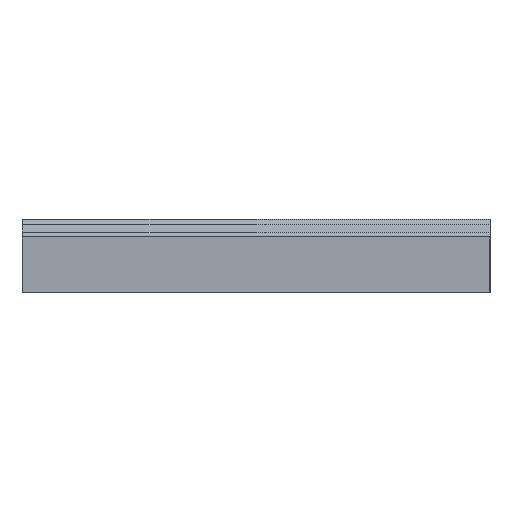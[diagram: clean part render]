
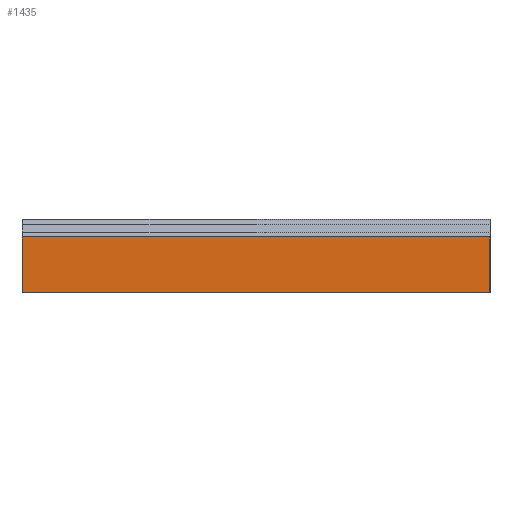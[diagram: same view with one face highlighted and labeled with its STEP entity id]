
A CAD part, left-side view. The second image highlights one B-rep face of the part: STEP entity #1435.
In plain terms, the highlighted planar face has unit normal (-1, 0, 0).
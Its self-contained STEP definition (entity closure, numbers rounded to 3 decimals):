
#61=CARTESIAN_POINT('Vertex',(0.,0.,0.)) ;
#66=CARTESIAN_POINT('Line Origine',(0.,16.,0.)) ;
#70=CARTESIAN_POINT('Vertex',(0.,32.,0.)) ;
#1405=CARTESIAN_POINT('Axis2P3D Location',(0.,0.,0.)) ;
#1410=CARTESIAN_POINT('Line Origine',(0.,16.,3.8)) ;
#1414=CARTESIAN_POINT('Vertex',(0.,0.,3.8)) ;
#1416=CARTESIAN_POINT('Vertex',(0.,32.,3.8)) ;
#1419=CARTESIAN_POINT('Line Origine',(0.,32.,1.9)) ;
#1424=CARTESIAN_POINT('Line Origine',(0.,0.,1.9)) ;
#67=DIRECTION('Vector Direction',(0.,1.,0.)) ;
#1406=DIRECTION('Axis2P3D Direction',(1.,0.,0.)) ;
#1407=DIRECTION('Axis2P3D XDirection',(0.,1.,0.)) ;
#1411=DIRECTION('Vector Direction',(0.,1.,0.)) ;
#1420=DIRECTION('Vector Direction',(0.,0.,1.)) ;
#1425=DIRECTION('Vector Direction',(0.,0.,-1.)) ;
#1408=AXIS2_PLACEMENT_3D('Plane Axis2P3D',#1405,#1406,#1407) ;
#1430=ORIENTED_EDGE('',*,*,#1418,.T.) ;
#1431=ORIENTED_EDGE('',*,*,#1423,.F.) ;
#1432=ORIENTED_EDGE('',*,*,#72,.F.) ;
#1433=ORIENTED_EDGE('',*,*,#1428,.F.) ;
#68=VECTOR('Line Direction',#67,1.) ;
#1412=VECTOR('Line Direction',#1411,1.) ;
#1421=VECTOR('Line Direction',#1420,1.) ;
#1426=VECTOR('Line Direction',#1425,1.) ;
#1435=ADVANCED_FACE('Corps de pi\X2\00E8\X0\ce.2',(#1434),#1409,.F.) ;
#72=EDGE_CURVE('',#62,#71,#69,.T.) ;
#1418=EDGE_CURVE('',#1415,#1417,#1413,.T.) ;
#1423=EDGE_CURVE('',#71,#1417,#1422,.T.) ;
#1428=EDGE_CURVE('',#1415,#62,#1427,.T.) ;
#1429=EDGE_LOOP('',(#1430,#1431,#1432,#1433)) ;
#1434=FACE_OUTER_BOUND('',#1429,.T.) ;
#69=LINE('Line',#66,#68) ;
#1413=LINE('Line',#1410,#1412) ;
#1422=LINE('Line',#1419,#1421) ;
#1427=LINE('Line',#1424,#1426) ;
#1409=PLANE('Plane',#1408) ;
#62=VERTEX_POINT('',#61) ;
#71=VERTEX_POINT('',#70) ;
#1415=VERTEX_POINT('',#1414) ;
#1417=VERTEX_POINT('',#1416) ;
